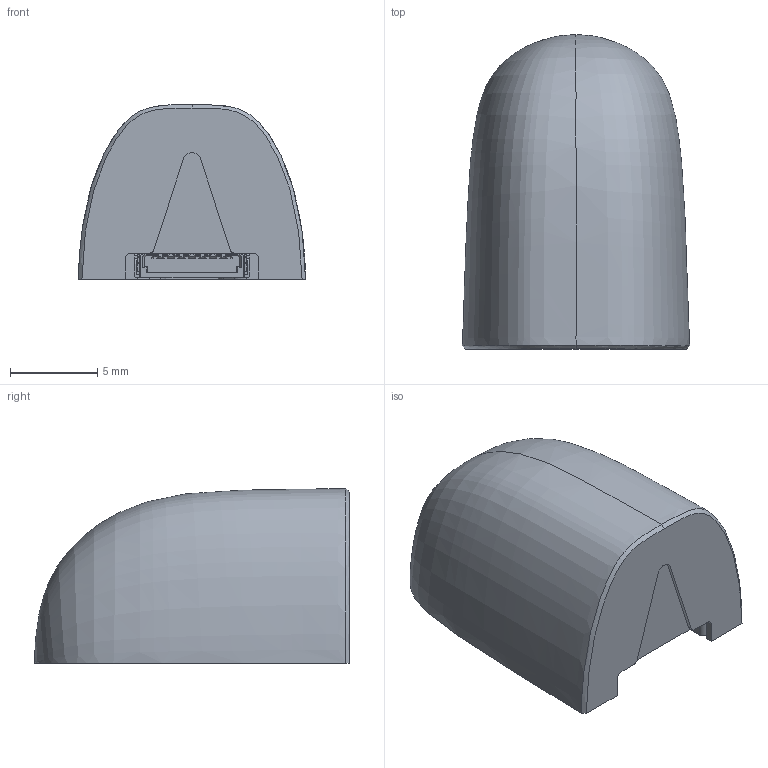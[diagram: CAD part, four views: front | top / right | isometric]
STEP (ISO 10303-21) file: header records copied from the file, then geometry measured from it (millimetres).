
FILE_DESCRIPTION((''),'2;1');
FILE_NAME('13MM_15_4_1_1_14_1_1_1','2025-07-23T19:09:34',('hesifan'),(''),'CREO PARAMETRIC BY PTC INC, 2022073','CREO PARAMETRIC BY PTC INC, 2022073','');
FILE_SCHEMA(('CONFIG_CONTROL_DESIGN'));
Length unit declared in the file: millimetre
Products named in the file (1): 13MM_15_4_1_1_14_1_1_1
Bounding box: 13 x 18 x 10 mm (x, y, z)
Volume: 1452.9 mm3; surface area: 1042.6 mm2
Topology: 1 solids, 1 shells, 506 faces, 1512 edges, 1004 vertices
Faces by surface type: plane 384, cylinder 114, bspline 8
Entity records: 18557 total; most frequent: CARTESIAN_POINT 4809, ORIENTED_EDGE 3020, DIRECTION 2654, EDGE_CURVE 1510, VECTOR 1242, LINE 1242, VERTEX_POINT 1004, AXIS2_PLACEMENT_3D 706
